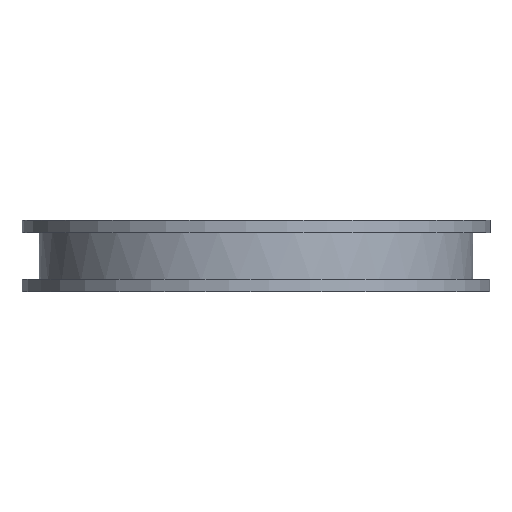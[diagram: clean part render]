
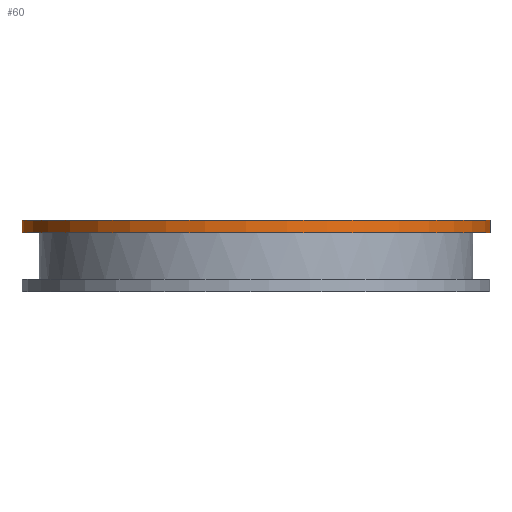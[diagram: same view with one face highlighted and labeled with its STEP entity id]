
A CAD part, front view. The second image highlights one B-rep face of the part: STEP entity #60.
In plain terms, the highlighted cylindrical face has radius 460 mm (diameter 920 mm), a full revolution.
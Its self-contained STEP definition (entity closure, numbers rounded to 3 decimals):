
#60=ADVANCED_FACE('',(#270,#272),#274,.T.);
#270=FACE_OUTER_BOUND('',#271,.T.);
#271=EDGE_LOOP('',(#1847));
#272=FACE_OUTER_BOUND('',#273,.T.);
#273=EDGE_LOOP('',(#1848));
#274=CYLINDRICAL_SURFACE('',#275,460.);
#275=AXIS2_PLACEMENT_3D('',#276,#277,#278);
#276=CARTESIAN_POINT('',(0.,0.,86.824));
#277=DIRECTION('',(0.,0.,-1.));
#278=DIRECTION('',(0.999,-0.043,0.));
#1847=ORIENTED_EDGE('',*,*,#2461,.T.);
#1848=ORIENTED_EDGE('',*,*,#2462,.F.);
#2461=EDGE_CURVE('',#2828,#2828,#2829,.T.);
#2462=EDGE_CURVE('',#2830,#2830,#2831,.T.);
#2828=VERTEX_POINT('',#3928);
#2829=CIRCLE('',#3929,460.);
#2830=VERTEX_POINT('',#3933);
#2831=CIRCLE('',#3934,460.);
#3928=CARTESIAN_POINT('',(459.568,-19.922,82.824));
#3929=AXIS2_PLACEMENT_3D('',#3930,#3931,#3932);
#3930=CARTESIAN_POINT('',(0.,0.,82.824));
#3931=DIRECTION('',(0.,0.,-1.));
#3932=DIRECTION('',(0.999,-0.043,0.));
#3933=CARTESIAN_POINT('',(459.568,-19.922,58.824));
#3934=AXIS2_PLACEMENT_3D('',#3935,#3936,#3937);
#3935=CARTESIAN_POINT('',(0.,0.,58.824));
#3936=DIRECTION('',(0.,0.,-1.));
#3937=DIRECTION('',(0.999,-0.043,0.));
